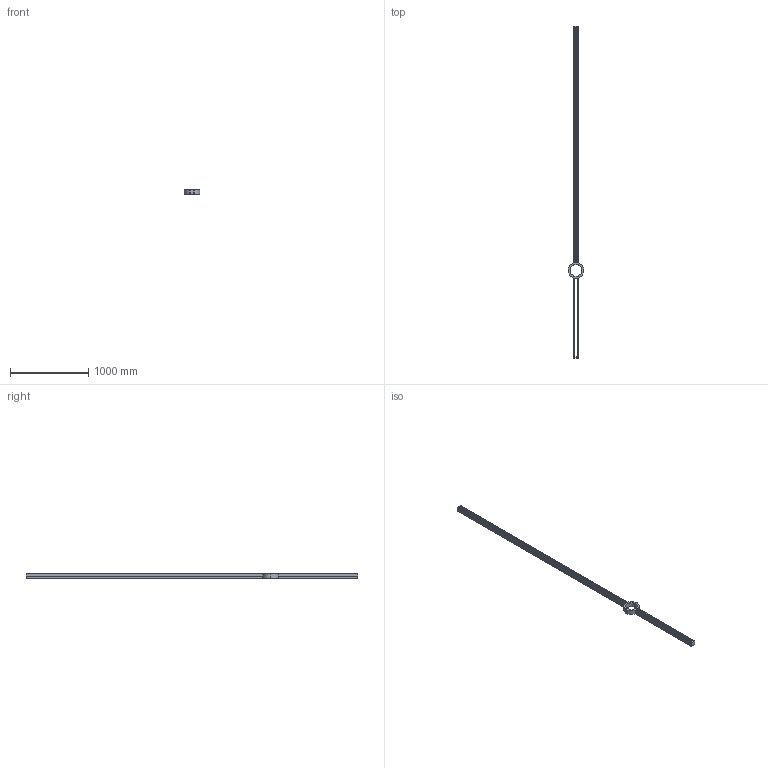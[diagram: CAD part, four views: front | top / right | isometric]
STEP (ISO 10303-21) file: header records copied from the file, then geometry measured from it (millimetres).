
FILE_DESCRIPTION(('CATIA V5 STEP Exchange'),'2;1');
FILE_NAME('link 2.stp','2020-07-04T08:47:38+00:00',('none'),('none'),'CATIA Version 5 Release 20 GA (IN-10)','CATIA V5 STEP AP203','none');
FILE_SCHEMA(('CONFIG_CONTROL_DESIGN'));
Length unit declared in the file: millimetre
Products named in the file (1): Part76
Bounding box: 200 x 4230 x 60 mm (x, y, z)
Volume: 3228869.6 mm3; surface area: 1465601.9 mm2
Topology: 1 solids, 1 shells, 46 faces, 132 edges, 88 vertices
Faces by surface type: plane 38, cylinder 8
Entity records: 1400 total; most frequent: ORIENTED_EDGE 264, CARTESIAN_POINT 241, DIRECTION 172, EDGE_CURVE 132, VECTOR 108, LINE 108, VERTEX_POINT 88, EDGE_LOOP 52
